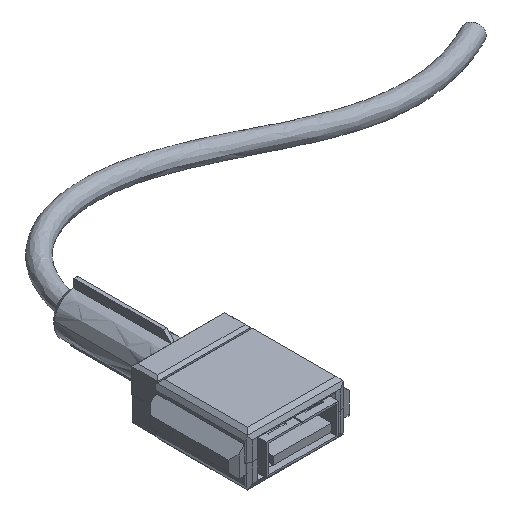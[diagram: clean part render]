
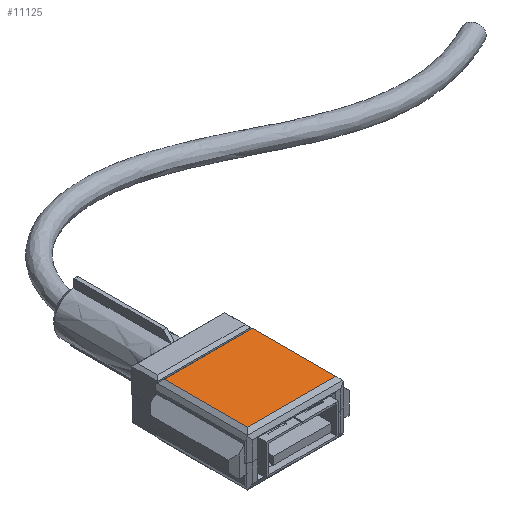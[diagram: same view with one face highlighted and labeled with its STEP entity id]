
A CAD part, isometric view. The second image highlights one B-rep face of the part: STEP entity #11125.
In plain terms, the highlighted free-form (B-spline) face has degree [1, 1] with [2, 2] control points.
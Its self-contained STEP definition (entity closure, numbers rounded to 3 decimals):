
#10835 = VERTEX_POINT('',#10836);
#10836 = CARTESIAN_POINT('',(-9.458,-7.558,
    11.054));
#10841 = EDGE_CURVE('',#10835,#10842,#10844,.T.);
#10842 = VERTEX_POINT('',#10843);
#10843 = CARTESIAN_POINT('',(9.458,-7.558,
    11.054));
#10844 = B_SPLINE_CURVE_WITH_KNOTS('',1,(#10845,#10846),.UNSPECIFIED.,
  .F.,.F.,(2,2),(-16.737,-0.395),
  .PIECEWISE_BEZIER_KNOTS.);
#10845 = CARTESIAN_POINT('',(-9.458,-7.558,
    11.054));
#10846 = CARTESIAN_POINT('',(9.458,-7.558,
    11.054));
#11125 = ADVANCED_FACE('',(#11126),#11148,.T.);
#11126 = FACE_BOUND('',#11127,.T.);
#11127 = EDGE_LOOP('',(#11128,#11135,#11136,#11143));
#11128 = ORIENTED_EDGE('',*,*,#11129,.F.);
#11129 = EDGE_CURVE('',#10842,#11130,#11132,.T.);
#11130 = VERTEX_POINT('',#11131);
#11131 = CARTESIAN_POINT('',(9.458,-25.381,
    11.054));
#11132 = B_SPLINE_CURVE_WITH_KNOTS('',1,(#11133,#11134),.UNSPECIFIED.,
  .F.,.F.,(2,2),(-13.298,2.099),
  .PIECEWISE_BEZIER_KNOTS.);
#11133 = CARTESIAN_POINT('',(9.458,-7.558,
    11.054));
#11134 = CARTESIAN_POINT('',(9.458,-25.381,
    11.054));
#11135 = ORIENTED_EDGE('',*,*,#10841,.F.);
#11136 = ORIENTED_EDGE('',*,*,#11137,.F.);
#11137 = EDGE_CURVE('',#11138,#10835,#11140,.T.);
#11138 = VERTEX_POINT('',#11139);
#11139 = CARTESIAN_POINT('',(-9.458,-25.381,
    11.054));
#11140 = B_SPLINE_CURVE_WITH_KNOTS('',1,(#11141,#11142),.UNSPECIFIED.,
  .F.,.F.,(2,2),(-25.027,-9.629),
  .PIECEWISE_BEZIER_KNOTS.);
#11141 = CARTESIAN_POINT('',(-9.458,-25.381,
    11.054));
#11142 = CARTESIAN_POINT('',(-9.458,-7.558,
    11.054));
#11143 = ORIENTED_EDGE('',*,*,#11144,.F.);
#11144 = EDGE_CURVE('',#11130,#11138,#11145,.T.);
#11145 = B_SPLINE_CURVE_WITH_KNOTS('',1,(#11146,#11147),.UNSPECIFIED.,
  .F.,.F.,(2,2),(-8.776,7.566),
  .PIECEWISE_BEZIER_KNOTS.);
#11146 = CARTESIAN_POINT('',(9.458,-25.381,
    11.054));
#11147 = CARTESIAN_POINT('',(-9.458,-25.381,
    11.054));
#11148 = B_SPLINE_SURFACE_WITH_KNOTS('',1,1,(
    (#11149,#11150)
    ,(#11151,#11152
    )),.UNSPECIFIED.,.F.,.F.,.F.,(2,2),(2,2),(-16.133,
    0.21),(-5.199,10.199),
  .PIECEWISE_BEZIER_KNOTS.);
#11149 = CARTESIAN_POINT('',(-9.458,-25.381,
    11.054));
#11150 = CARTESIAN_POINT('',(-9.458,-7.558,
    11.054));
#11151 = CARTESIAN_POINT('',(9.458,-25.381,
    11.054));
#11152 = CARTESIAN_POINT('',(9.458,-7.558,
    11.054));
